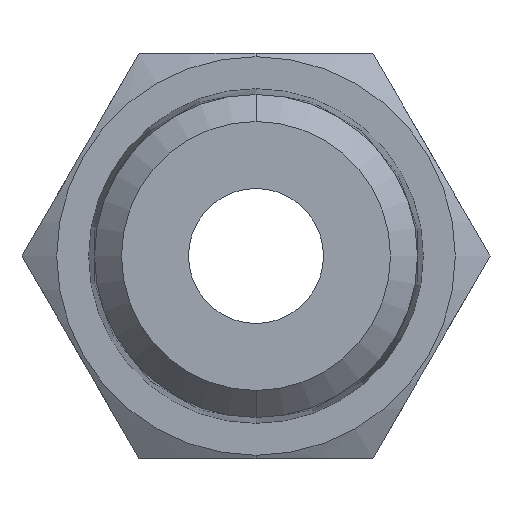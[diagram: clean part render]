
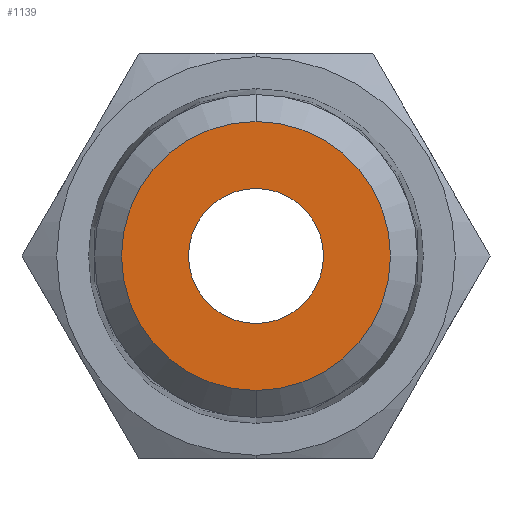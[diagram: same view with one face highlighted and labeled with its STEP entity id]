
A CAD part, front view. The second image highlights one B-rep face of the part: STEP entity #1139.
In plain terms, the highlighted planar face has unit normal (0, -1, 0).
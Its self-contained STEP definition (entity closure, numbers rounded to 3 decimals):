
#417 = CARTESIAN_POINT ( 'NONE',  ( 0., 0., 0. ) ) ;
#418 = AXIS2_PLACEMENT_3D ( 'NONE', #417, #430, #429 ) ;
#427 = CIRCLE ( 'NONE', #418, 3.982 ) ;
#429 = DIRECTION ( 'NONE',  ( 0., 0., -1. ) ) ;
#430 = DIRECTION ( 'NONE',  ( 0., -1., 0. ) ) ;
#443 = AXIS2_PLACEMENT_3D ( 'NONE', #447, #446, #458 ) ;
#444 = PLANE ( 'NONE',  #443 ) ;
#446 = DIRECTION ( 'NONE',  ( 0., -1., 0. ) ) ;
#447 = CARTESIAN_POINT ( 'NONE',  ( 0., 0., 0. ) ) ;
#458 = DIRECTION ( 'NONE',  ( 0., 0., -1. ) ) ;
#460 = FACE_BOUND ( 'NONE', #1059, .T. ) ;
#461 = FACE_OUTER_BOUND ( 'NONE', #1154, .T. ) ;
#684 = EDGE_CURVE ( 'NONE', #685, #686, #2350, .T. ) ;
#685 = VERTEX_POINT ( 'NONE', #2351 ) ;
#686 = VERTEX_POINT ( 'NONE', #2344 ) ;
#706 = EDGE_CURVE ( 'NONE', #736, #709, #2393, .T. ) ;
#709 = VERTEX_POINT ( 'NONE', #2411 ) ;
#736 = VERTEX_POINT ( 'NONE', #2459 ) ;
#1059 = EDGE_LOOP ( 'NONE', ( #1389, #1471 ) ) ;
#1122 = EDGE_CURVE ( 'NONE', #686, #685, #427, .T. ) ;
#1139 = ADVANCED_FACE ( 'NONE', ( #461, #460 ), #444, .T. ) ;
#1142 = ORIENTED_EDGE ( 'NONE', *, *, #1122, .T. ) ;
#1143 = ORIENTED_EDGE ( 'NONE', *, *, #684, .T. ) ;
#1154 = EDGE_LOOP ( 'NONE', ( #1142, #1143 ) ) ;
#1375 = EDGE_CURVE ( 'NONE', #709, #736, #2087, .T. ) ;
#1389 = ORIENTED_EDGE ( 'NONE', *, *, #1375, .F. ) ;
#1471 = ORIENTED_EDGE ( 'NONE', *, *, #706, .F. ) ;
#2071 = AXIS2_PLACEMENT_3D ( 'NONE', #2077, #2072, #2076 ) ;
#2072 = DIRECTION ( 'NONE',  ( 0., -1., 0. ) ) ;
#2076 = DIRECTION ( 'NONE',  ( 0., 0., -1. ) ) ;
#2077 = CARTESIAN_POINT ( 'NONE',  ( 0., 0., 0. ) ) ;
#2087 = CIRCLE ( 'NONE', #2071, 2. ) ;
#2342 = DIRECTION ( 'NONE',  ( 0., 0., -1. ) ) ;
#2344 = CARTESIAN_POINT ( 'NONE',  ( 0., 0., 3.982 ) ) ;
#2345 = CARTESIAN_POINT ( 'NONE',  ( 0., 0., 0. ) ) ;
#2350 = CIRCLE ( 'NONE', #2356, 3.982 ) ;
#2351 = CARTESIAN_POINT ( 'NONE',  ( 0., 0., -3.982 ) ) ;
#2355 = DIRECTION ( 'NONE',  ( 0., -1., 0. ) ) ;
#2356 = AXIS2_PLACEMENT_3D ( 'NONE', #2345, #2355, #2342 ) ;
#2392 = AXIS2_PLACEMENT_3D ( 'NONE', #2407, #2406, #2405 ) ;
#2393 = CIRCLE ( 'NONE', #2392, 2. ) ;
#2405 = DIRECTION ( 'NONE',  ( 0., 0., -1. ) ) ;
#2406 = DIRECTION ( 'NONE',  ( 0., -1., 0. ) ) ;
#2407 = CARTESIAN_POINT ( 'NONE',  ( 0., 0., 0. ) ) ;
#2411 = CARTESIAN_POINT ( 'NONE',  ( 0., 0., -2. ) ) ;
#2459 = CARTESIAN_POINT ( 'NONE',  ( 0., 0., 2. ) ) ;
